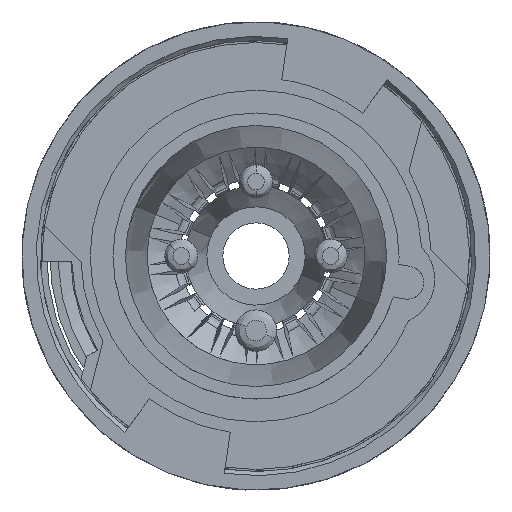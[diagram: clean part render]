
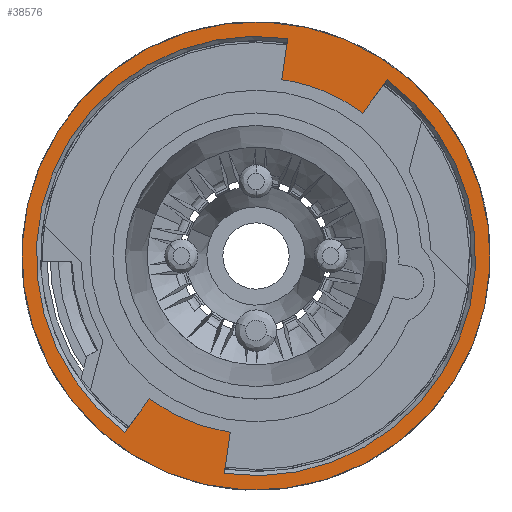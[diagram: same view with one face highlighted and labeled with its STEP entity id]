
A CAD part, left-side view. The second image highlights one B-rep face of the part: STEP entity #38576.
In plain terms, the highlighted planar face has unit normal (-1, 0, 0).
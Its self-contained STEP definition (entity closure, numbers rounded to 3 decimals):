
#99 = DIRECTION ( 'NONE',  ( 0., 0.924, 0.383 ) ) ;
#331 = DIRECTION ( 'NONE',  ( -1., 0., 0. ) ) ;
#377 = VERTEX_POINT ( 'NONE', #23341 ) ;
#378 = ORIENTED_EDGE ( 'NONE', *, *, #8604, .T. ) ;
#741 = CARTESIAN_POINT ( 'NONE',  ( 62.5, 0., 0. ) ) ;
#892 = CARTESIAN_POINT ( 'NONE',  ( 62.5, 7.176, -49.146 ) ) ;
#1773 = CARTESIAN_POINT ( 'NONE',  ( 62.5, -31.669, 42.498 ) ) ;
#1782 = AXIS2_PLACEMENT_3D ( 'NONE', #16099, #331, #20180 ) ;
#1873 = CARTESIAN_POINT ( 'NONE',  ( 62.5, -7.657, 52.444 ) ) ;
#2287 = CARTESIAN_POINT ( 'NONE',  ( 62.5, 0., 0. ) ) ;
#2383 = CARTESIAN_POINT ( 'NONE',  ( 62.5, 25.694, -34.479 ) ) ;
#3044 = CARTESIAN_POINT ( 'NONE',  ( 62.5, 6.212, -42.549 ) ) ;
#4413 = ORIENTED_EDGE ( 'NONE', *, *, #42633, .T. ) ;
#5162 = DIRECTION ( 'NONE',  ( 0., -0.598, 0.802 ) ) ;
#5831 = EDGE_LOOP ( 'NONE', ( #4413, #45783 ) ) ;
#6674 = EDGE_CURVE ( 'NONE', #377, #41131, #47675, .T. ) ;
#6714 = FACE_OUTER_BOUND ( 'NONE', #5831, .T. ) ;
#6860 = CARTESIAN_POINT ( 'NONE',  ( 62.5, 31.669, -42.498 ) ) ;
#7109 = EDGE_LOOP ( 'NONE', ( #8642, #20842, #29498, #15997, #42108, #44502, #378, #22913, #7287, #28410 ) ) ;
#7169 = CIRCLE ( 'NONE', #16097, 53. ) ;
#7287 = ORIENTED_EDGE ( 'NONE', *, *, #12292, .T. ) ;
#7576 = DIRECTION ( 'NONE',  ( 0., -0.598, 0.802 ) ) ;
#7903 = EDGE_CURVE ( 'NONE', #24046, #377, #27310, .T. ) ;
#8595 = VERTEX_POINT ( 'NONE', #34432 ) ;
#8604 = EDGE_CURVE ( 'NONE', #14873, #40005, #38151, .T. ) ;
#8642 = ORIENTED_EDGE ( 'NONE', *, *, #16233, .T. ) ;
#10331 = CIRCLE ( 'NONE', #42137, 53. ) ;
#10475 = CARTESIAN_POINT ( 'NONE',  ( 62.5, 0., 0. ) ) ;
#10527 = VERTEX_POINT ( 'NONE', #1873 ) ;
#11264 = CARTESIAN_POINT ( 'NONE',  ( 62.5, 0., 0. ) ) ;
#12067 = AXIS2_PLACEMENT_3D ( 'NONE', #34184, #31088, #27041 ) ;
#12292 = EDGE_CURVE ( 'NONE', #47301, #49806, #43178, .T. ) ;
#12794 = CARTESIAN_POINT ( 'NONE',  ( 62.5, 0., 0. ) ) ;
#13040 = CARTESIAN_POINT ( 'NONE',  ( 62.5, 25.694, -34.479 ) ) ;
#13370 = CARTESIAN_POINT ( 'NONE',  ( 62.5, -6.212, 42.549 ) ) ;
#13428 = DIRECTION ( 'NONE',  ( 1., 0., 0. ) ) ;
#13467 = VECTOR ( 'NONE', #7576, 1000. ) ;
#14538 = DIRECTION ( 'NONE',  ( 1., 0., 0. ) ) ;
#14609 = FACE_BOUND ( 'NONE', #7109, .T. ) ;
#14873 = VERTEX_POINT ( 'NONE', #3044 ) ;
#15034 = EDGE_CURVE ( 'NONE', #41131, #34091, #35388, .T. ) ;
#15997 = ORIENTED_EDGE ( 'NONE', *, *, #15034, .T. ) ;
#16097 = AXIS2_PLACEMENT_3D ( 'NONE', #2287, #24486, #5162 ) ;
#16099 = CARTESIAN_POINT ( 'NONE',  ( 62.5, 0., 0. ) ) ;
#16104 = DIRECTION ( 'NONE',  ( 0., 0.383, -0.924 ) ) ;
#16233 = EDGE_CURVE ( 'NONE', #10527, #24046, #45809, .T. ) ;
#17312 = CIRCLE ( 'NONE', #47487, 56.5 ) ;
#18143 = EDGE_CURVE ( 'NONE', #40005, #47301, #41916, .T. ) ;
#18676 = PLANE ( 'NONE',  #45421 ) ;
#20143 = CARTESIAN_POINT ( 'NONE',  ( 62.5, -6.212, 42.549 ) ) ;
#20180 = DIRECTION ( 'NONE',  ( 0., -0.924, -0.383 ) ) ;
#20842 = ORIENTED_EDGE ( 'NONE', *, *, #7903, .T. ) ;
#22379 = AXIS2_PLACEMENT_3D ( 'NONE', #741, #13428, #44089 ) ;
#22913 = ORIENTED_EDGE ( 'NONE', *, *, #18143, .T. ) ;
#23341 = CARTESIAN_POINT ( 'NONE',  ( 62.5, -16.455, 39.727 ) ) ;
#24046 = VERTEX_POINT ( 'NONE', #20143 ) ;
#24284 = VERTEX_POINT ( 'NONE', #42605 ) ;
#24486 = DIRECTION ( 'NONE',  ( 1., 0., 0. ) ) ;
#24900 = EDGE_CURVE ( 'NONE', #34091, #34349, #7169, .T. ) ;
#25710 = EDGE_CURVE ( 'NONE', #49806, #10527, #10331, .T. ) ;
#26836 = DIRECTION ( 'NONE',  ( 1., 0., 0. ) ) ;
#26885 = AXIS2_PLACEMENT_3D ( 'NONE', #44891, #30281, #34117 ) ;
#27041 = DIRECTION ( 'NONE',  ( 0., 0.144, -0.99 ) ) ;
#27310 = CIRCLE ( 'NONE', #22379, 43. ) ;
#27736 = CARTESIAN_POINT ( 'NONE',  ( 62.5, -25.694, 34.479 ) ) ;
#28410 = ORIENTED_EDGE ( 'NONE', *, *, #25710, .T. ) ;
#29498 = ORIENTED_EDGE ( 'NONE', *, *, #6674, .T. ) ;
#30112 = DIRECTION ( 'NONE',  ( 0., -0.144, 0.99 ) ) ;
#30281 = DIRECTION ( 'NONE',  ( 1., 0., 0. ) ) ;
#30639 = DIRECTION ( 'NONE',  ( 0., 0.598, -0.802 ) ) ;
#31088 = DIRECTION ( 'NONE',  ( 1., 0., 0. ) ) ;
#32176 = AXIS2_PLACEMENT_3D ( 'NONE', #10475, #14538, #30112 ) ;
#32420 = CARTESIAN_POINT ( 'NONE',  ( 62.5, -25.694, 34.479 ) ) ;
#32693 = B_SPLINE_CURVE_WITH_KNOTS ( 'NONE', 3,
 ( #35840, #892, #47812, #35583 ),
 .UNSPECIFIED., .F., .F.,
 ( 4, 4 ),
 ( 0., 1. ),
 .UNSPECIFIED. ) ;
#32752 = CARTESIAN_POINT ( 'NONE',  ( 62.5, -7.176, 49.146 ) ) ;
#33527 = CARTESIAN_POINT ( 'NONE',  ( 62.5, 7.657, -52.444 ) ) ;
#33962 = DIRECTION ( 'NONE',  ( 0., 0.598, -0.802 ) ) ;
#34091 = VERTEX_POINT ( 'NONE', #1773 ) ;
#34117 = DIRECTION ( 'NONE',  ( 0., 0.598, -0.802 ) ) ;
#34184 = CARTESIAN_POINT ( 'NONE',  ( 62.5, 0., 0. ) ) ;
#34349 = VERTEX_POINT ( 'NONE', #33527 ) ;
#34432 = CARTESIAN_POINT ( 'NONE',  ( 62.5, 52.199, 21.622 ) ) ;
#35029 = DIRECTION ( 'NONE',  ( -1., 0., 0. ) ) ;
#35388 = LINE ( 'NONE', #27736, #13467 ) ;
#35506 = EDGE_CURVE ( 'NONE', #8595, #24284, #17312, .T. ) ;
#35583 = CARTESIAN_POINT ( 'NONE',  ( 62.5, 6.212, -42.549 ) ) ;
#35840 = CARTESIAN_POINT ( 'NONE',  ( 62.5, 7.657, -52.444 ) ) ;
#38151 = CIRCLE ( 'NONE', #12067, 43. ) ;
#38333 = CARTESIAN_POINT ( 'NONE',  ( 62.5, -7.657, 52.444 ) ) ;
#38576 = ADVANCED_FACE ( 'NONE', ( #14609, #6714 ), #18676, .T. ) ;
#39131 = DIRECTION ( 'NONE',  ( -1., 0., 0. ) ) ;
#39352 = CARTESIAN_POINT ( 'NONE',  ( 62.5, 48.966, 20.282 ) ) ;
#40005 = VERTEX_POINT ( 'NONE', #13040 ) ;
#41131 = VERTEX_POINT ( 'NONE', #32420 ) ;
#41916 = LINE ( 'NONE', #2383, #43602 ) ;
#42108 = ORIENTED_EDGE ( 'NONE', *, *, #24900, .T. ) ;
#42137 = AXIS2_PLACEMENT_3D ( 'NONE', #11264, #26836, #30639 ) ;
#42605 = CARTESIAN_POINT ( 'NONE',  ( 62.5, -52.199, -21.622 ) ) ;
#42633 = EDGE_CURVE ( 'NONE', #24284, #8595, #43324, .T. ) ;
#43178 = CIRCLE ( 'NONE', #26885, 53. ) ;
#43324 = CIRCLE ( 'NONE', #1782, 56.5 ) ;
#43602 = VECTOR ( 'NONE', #33962, 1000. ) ;
#44089 = DIRECTION ( 'NONE',  ( 0., -0.144, 0.99 ) ) ;
#44502 = ORIENTED_EDGE ( 'NONE', *, *, #44934, .T. ) ;
#44891 = CARTESIAN_POINT ( 'NONE',  ( 62.5, 0., 0. ) ) ;
#44934 = EDGE_CURVE ( 'NONE', #34349, #14873, #32693, .T. ) ;
#45421 = AXIS2_PLACEMENT_3D ( 'NONE', #12794, #39131, #16104 ) ;
#45739 = CARTESIAN_POINT ( 'NONE',  ( 62.5, -6.694, 45.847 ) ) ;
#45783 = ORIENTED_EDGE ( 'NONE', *, *, #35506, .T. ) ;
#45809 = B_SPLINE_CURVE_WITH_KNOTS ( 'NONE', 3,
 ( #38333, #32752, #45739, #13370 ),
 .UNSPECIFIED., .F., .F.,
 ( 4, 4 ),
 ( 0., 1. ),
 .UNSPECIFIED. ) ;
#46746 = CARTESIAN_POINT ( 'NONE',  ( 62.5, 0., 0. ) ) ;
#47301 = VERTEX_POINT ( 'NONE', #6860 ) ;
#47487 = AXIS2_PLACEMENT_3D ( 'NONE', #46746, #35029, #99 ) ;
#47675 = CIRCLE ( 'NONE', #32176, 43. ) ;
#47812 = CARTESIAN_POINT ( 'NONE',  ( 62.5, 6.694, -45.847 ) ) ;
#49806 = VERTEX_POINT ( 'NONE', #39352 ) ;
